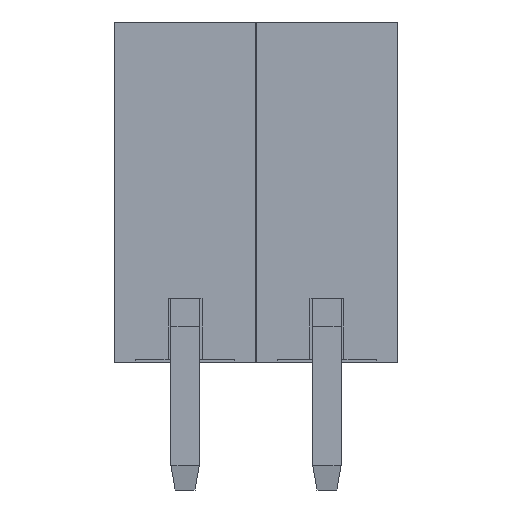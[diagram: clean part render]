
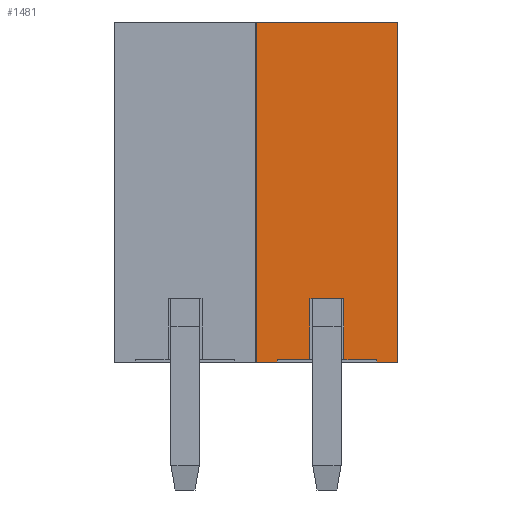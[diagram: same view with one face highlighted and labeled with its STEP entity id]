
A CAD part, front view. The second image highlights one B-rep face of the part: STEP entity #1481.
In plain terms, the highlighted planar face has unit normal (0, -1, 0).
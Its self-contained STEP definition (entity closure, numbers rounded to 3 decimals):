
#22 = ORIENTED_EDGE ( 'NONE', *, *, #2829, .T. ) ;
#24 = ORIENTED_EDGE ( 'NONE', *, *, #2809, .T. ) ;
#149 = ORIENTED_EDGE ( 'NONE', *, *, #2814, .F. ) ;
#152 = ORIENTED_EDGE ( 'NONE', *, *, #2819, .T. ) ;
#158 = ORIENTED_EDGE ( 'NONE', *, *, #2870, .T. ) ;
#172 = ORIENTED_EDGE ( 'NONE', *, *, #2838, .F. ) ;
#254 = ORIENTED_EDGE ( 'NONE', *, *, #2810, .F. ) ;
#260 = ORIENTED_EDGE ( 'NONE', *, *, #2839, .F. ) ;
#271 = ORIENTED_EDGE ( 'NONE', *, *, #2825, .T. ) ;
#277 = ORIENTED_EDGE ( 'NONE', *, *, #2818, .T. ) ;
#279 = ORIENTED_EDGE ( 'NONE', *, *, #2878, .T. ) ;
#280 = ORIENTED_EDGE ( 'NONE', *, *, #2816, .F. ) ;
#297 = ORIENTED_EDGE ( 'NONE', *, *, #2812, .F. ) ;
#304 = ORIENTED_EDGE ( 'NONE', *, *, #2811, .F. ) ;
#1481 = ADVANCED_FACE ( 'NONE', ( #5389 ), #5184, .F. ) ;
#2143 = VERTEX_POINT ( 'NONE', #8536 ) ;
#2145 = VERTEX_POINT ( 'NONE', #8538 ) ;
#2149 = VERTEX_POINT ( 'NONE', #8542 ) ;
#2151 = VERTEX_POINT ( 'NONE', #8544 ) ;
#2160 = VERTEX_POINT ( 'NONE', #8553 ) ;
#2165 = VERTEX_POINT ( 'NONE', #8558 ) ;
#2166 = VERTEX_POINT ( 'NONE', #8559 ) ;
#2302 = EDGE_LOOP ( 'NONE', ( #22, #24, #10531, #10535, #271, #304, #277, #279, #260, #297, #149, #280, #172, #158, #152, #254 ) ) ;
#2672 = VERTEX_POINT ( 'NONE', #8627 ) ;
#2673 = VERTEX_POINT ( 'NONE', #8628 ) ;
#2677 = VERTEX_POINT ( 'NONE', #8632 ) ;
#2679 = VERTEX_POINT ( 'NONE', #8634 ) ;
#2680 = VERTEX_POINT ( 'NONE', #8635 ) ;
#2681 = VERTEX_POINT ( 'NONE', #8636 ) ;
#2684 = VERTEX_POINT ( 'NONE', #8639 ) ;
#2685 = VERTEX_POINT ( 'NONE', #8640 ) ;
#2686 = VERTEX_POINT ( 'NONE', #8641 ) ;
#2807 = EDGE_CURVE ( 'NONE', #2677, #2684, #7849, .T. ) ;
#2808 = EDGE_CURVE ( 'NONE', #2680, #2677, #7848, .T. ) ;
#2809 = EDGE_CURVE ( 'NONE', #2685, #2680, #7846, .T. ) ;
#2810 = EDGE_CURVE ( 'NONE', #2166, #2672, #7854, .T. ) ;
#2811 = EDGE_CURVE ( 'NONE', #2673, #2686, #7842, .T. ) ;
#2812 = EDGE_CURVE ( 'NONE', #2679, #2160, #7856, .T. ) ;
#2814 = EDGE_CURVE ( 'NONE', #2681, #2679, #7860, .T. ) ;
#2816 = EDGE_CURVE ( 'NONE', #2165, #2681, #7862, .T. ) ;
#2818 = EDGE_CURVE ( 'NONE', #2673, #2143, #7866, .T. ) ;
#2819 = EDGE_CURVE ( 'NONE', #2149, #2672, #7872, .T. ) ;
#2825 = EDGE_CURVE ( 'NONE', #2684, #2686, #7878, .T. ) ;
#2829 = EDGE_CURVE ( 'NONE', #2166, #2685, #7892, .T. ) ;
#2838 = EDGE_CURVE ( 'NONE', #2151, #2165, #7903, .T. ) ;
#2839 = EDGE_CURVE ( 'NONE', #2160, #2145, #7911, .T. ) ;
#2870 = EDGE_CURVE ( 'NONE', #2151, #2149, #8982, .T. ) ;
#2878 = EDGE_CURVE ( 'NONE', #2143, #2145, #8998, .T. ) ;
#5184 = PLANE ( 'NONE',  #5489 ) ;
#5203 = CARTESIAN_POINT ( 'NONE',  ( 2.5, 0., 12. ) ) ;
#5204 = DIRECTION ( 'NONE',  ( 0., 1., 0. ) ) ;
#5205 = DIRECTION ( 'NONE',  ( 0., 0., 1. ) ) ;
#5389 = FACE_OUTER_BOUND ( 'NONE', #2302, .T. ) ;
#5489 = AXIS2_PLACEMENT_3D ( 'NONE', #5203, #5204, #5205 ) ;
#7842 = LINE ( 'NONE', #8644, #7859 ) ;
#7844 = VECTOR ( 'NONE', #8653, 1000. ) ;
#7846 = LINE ( 'NONE', #8654, #7855 ) ;
#7848 = LINE ( 'NONE', #8648, #7844 ) ;
#7849 = LINE ( 'NONE', #8650, #7853 ) ;
#7853 = VECTOR ( 'NONE', #8652, 1000. ) ;
#7854 = LINE ( 'NONE', #8656, #7857 ) ;
#7855 = VECTOR ( 'NONE', #8655, 1000. ) ;
#7856 = LINE ( 'NONE', #8651, #7861 ) ;
#7857 = VECTOR ( 'NONE', #8658, 1000. ) ;
#7859 = VECTOR ( 'NONE', #8659, 1000. ) ;
#7860 = LINE ( 'NONE', #8660, #7865 ) ;
#7861 = VECTOR ( 'NONE', #8661, 1000. ) ;
#7862 = LINE ( 'NONE', #8662, #7869 ) ;
#7865 = VECTOR ( 'NONE', #8665, 1000. ) ;
#7866 = LINE ( 'NONE', #8664, #7873 ) ;
#7869 = VECTOR ( 'NONE', #8669, 1000. ) ;
#7872 = LINE ( 'NONE', #8674, #7875 ) ;
#7873 = VECTOR ( 'NONE', #8673, 1000. ) ;
#7875 = VECTOR ( 'NONE', #8675, 1000. ) ;
#7878 = LINE ( 'NONE', #8671, #7887 ) ;
#7887 = VECTOR ( 'NONE', #8685, 1000. ) ;
#7892 = LINE ( 'NONE', #8692, #7895 ) ;
#7895 = VECTOR ( 'NONE', #8693, 1000. ) ;
#7903 = LINE ( 'NONE', #8701, #7912 ) ;
#7911 = LINE ( 'NONE', #8715, #7914 ) ;
#7912 = VECTOR ( 'NONE', #8714, 1000. ) ;
#7914 = VECTOR ( 'NONE', #8716, 1000. ) ;
#8536 = CARTESIAN_POINT ( 'NONE',  ( 6.75, 0., 0.1 ) ) ;
#8538 = CARTESIAN_POINT ( 'NONE',  ( 6.75, 0., 0. ) ) ;
#8542 = CARTESIAN_POINT ( 'NONE',  ( 3.25, 0., 0.1 ) ) ;
#8544 = CARTESIAN_POINT ( 'NONE',  ( 3.25, 0., 0. ) ) ;
#8553 = CARTESIAN_POINT ( 'NONE',  ( 7.5, 0., 0. ) ) ;
#8558 = CARTESIAN_POINT ( 'NONE',  ( 2.5, 0., 0. ) ) ;
#8559 = CARTESIAN_POINT ( 'NONE',  ( 4.4, 0., 2.25 ) ) ;
#8627 = CARTESIAN_POINT ( 'NONE',  ( 4.4, 0., 0.1 ) ) ;
#8628 = CARTESIAN_POINT ( 'NONE',  ( 5.6, 0., 0.1 ) ) ;
#8632 = CARTESIAN_POINT ( 'NONE',  ( 5.538, 0., 2.259 ) ) ;
#8634 = CARTESIAN_POINT ( 'NONE',  ( 7.5, 0., 12. ) ) ;
#8635 = CARTESIAN_POINT ( 'NONE',  ( 4.463, 0., 2.259 ) ) ;
#8636 = CARTESIAN_POINT ( 'NONE',  ( 2.5, 0., 12. ) ) ;
#8639 = CARTESIAN_POINT ( 'NONE',  ( 5.538, 0., 2.25 ) ) ;
#8640 = CARTESIAN_POINT ( 'NONE',  ( 4.463, 0., 2.25 ) ) ;
#8641 = CARTESIAN_POINT ( 'NONE',  ( 5.6, 0., 2.25 ) ) ;
#8644 = CARTESIAN_POINT ( 'NONE',  ( 5.6, 0., 12. ) ) ;
#8648 = CARTESIAN_POINT ( 'NONE',  ( 2.5, 0., 2.259 ) ) ;
#8650 = CARTESIAN_POINT ( 'NONE',  ( 5.538, 0., 12. ) ) ;
#8651 = CARTESIAN_POINT ( 'NONE',  ( 7.5, 0., 12. ) ) ;
#8652 = DIRECTION ( 'NONE',  ( 0., 0., -1. ) ) ;
#8653 = DIRECTION ( 'NONE',  ( 1., 0., 0. ) ) ;
#8654 = CARTESIAN_POINT ( 'NONE',  ( 4.463, 0., 12. ) ) ;
#8655 = DIRECTION ( 'NONE',  ( 0., 0., 1. ) ) ;
#8656 = CARTESIAN_POINT ( 'NONE',  ( 4.4, 0., 12. ) ) ;
#8658 = DIRECTION ( 'NONE',  ( 0., 0., -1. ) ) ;
#8659 = DIRECTION ( 'NONE',  ( 0., 0., 1. ) ) ;
#8660 = CARTESIAN_POINT ( 'NONE',  ( 2.5, 0., 12. ) ) ;
#8661 = DIRECTION ( 'NONE',  ( 0., 0., -1. ) ) ;
#8662 = CARTESIAN_POINT ( 'NONE',  ( 2.5, 0., 12. ) ) ;
#8664 = CARTESIAN_POINT ( 'NONE',  ( 6.75, 0., 0.1 ) ) ;
#8665 = DIRECTION ( 'NONE',  ( 1., 0., 0. ) ) ;
#8669 = DIRECTION ( 'NONE',  ( 0., 0., 1. ) ) ;
#8671 = CARTESIAN_POINT ( 'NONE',  ( 5.6, 0., 2.25 ) ) ;
#8673 = DIRECTION ( 'NONE',  ( 1., 0., 0. ) ) ;
#8674 = CARTESIAN_POINT ( 'NONE',  ( 6.75, 0., 0.1 ) ) ;
#8675 = DIRECTION ( 'NONE',  ( 1., 0., 0. ) ) ;
#8685 = DIRECTION ( 'NONE',  ( 1., 0., 0. ) ) ;
#8692 = CARTESIAN_POINT ( 'NONE',  ( 5.6, 0., 2.25 ) ) ;
#8693 = DIRECTION ( 'NONE',  ( 1., 0., 0. ) ) ;
#8701 = CARTESIAN_POINT ( 'NONE',  ( 2.5, 0., 0. ) ) ;
#8714 = DIRECTION ( 'NONE',  ( -1., 0., 0. ) ) ;
#8715 = CARTESIAN_POINT ( 'NONE',  ( 2.5, 0., 0. ) ) ;
#8716 = DIRECTION ( 'NONE',  ( -1., 0., 0. ) ) ;
#8789 = CARTESIAN_POINT ( 'NONE',  ( 3.25, 0., 0.1 ) ) ;
#8790 = DIRECTION ( 'NONE',  ( 0., 0., 1. ) ) ;
#8804 = CARTESIAN_POINT ( 'NONE',  ( 6.75, 0., 0.1 ) ) ;
#8805 = DIRECTION ( 'NONE',  ( 0., 0., -1. ) ) ;
#8982 = LINE ( 'NONE', #8789, #8985 ) ;
#8985 = VECTOR ( 'NONE', #8790, 1000. ) ;
#8998 = LINE ( 'NONE', #8804, #9001 ) ;
#9001 = VECTOR ( 'NONE', #8805, 1000. ) ;
#10531 = ORIENTED_EDGE ( 'NONE', *, *, #2808, .T. ) ;
#10535 = ORIENTED_EDGE ( 'NONE', *, *, #2807, .T. ) ;
